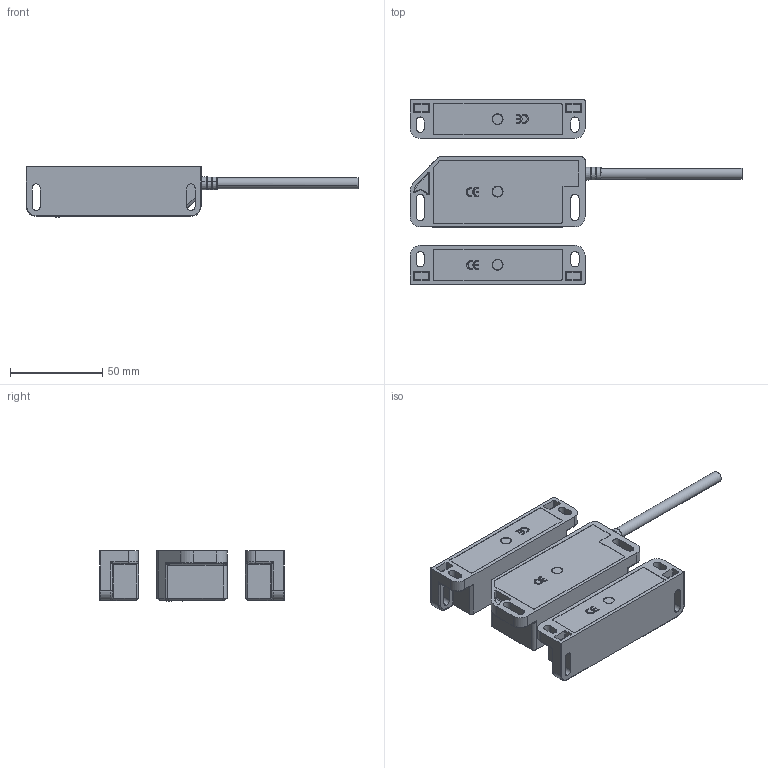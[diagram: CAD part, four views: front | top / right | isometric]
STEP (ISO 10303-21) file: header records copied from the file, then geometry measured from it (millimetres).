
FILE_DESCRIPTION (( 'STEP AP214' ), '1' );
FILE_NAME ('MSA-130102.STEP', '2020-12-10T12:20:58', ( '' ), ( '' ), 'SwSTEP 2.0', 'SolidWorks 2019', '' );
FILE_SCHEMA (( 'AUTOMOTIVE_DESIGN' ));
Length unit declared in the file: inch
Products named in the file (1): MSA-130102
Bounding box: 180.13 x 100 x 27.38 mm (x, y, z)
Volume: 67165.5 mm3; surface area: 60973.8 mm2
Topology: 3 solids, 5 shells, 1321 faces, 3487 edges, 2148 vertices
Faces by surface type: plane 640, cylinder 332, bspline 327, cone 22
Entity records: 51481 total; most frequent: CARTESIAN_POINT 20859, ORIENTED_EDGE 6848, DIRECTION 5572, EDGE_CURVE 3424, VECTOR 2206, LINE 2206, VERTEX_POINT 2148, AXIS2_PLACEMENT_3D 1683
